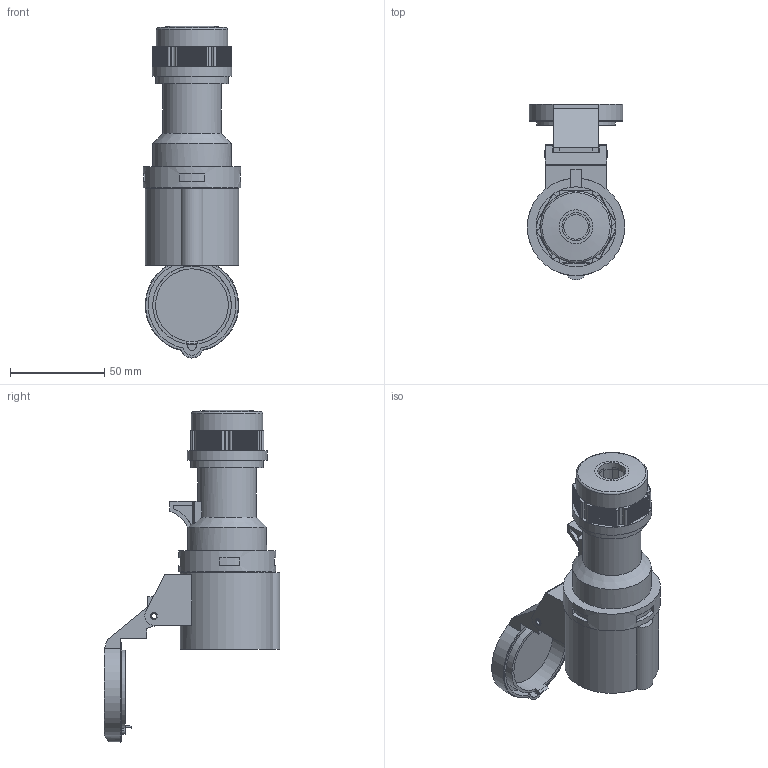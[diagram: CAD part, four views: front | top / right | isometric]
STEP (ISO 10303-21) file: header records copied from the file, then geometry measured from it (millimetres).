
FILE_DESCRIPTION(/* description */ (''),/* implementation_level */ '2;1');
FILE_NAME(/* name */ '三孔小.stp',/* time_stamp */ '2024-04-14T22:30:29+08:00',/* author */ (''),/* organization */ (''),/* preprocessor_version */ 'ST-DEVELOPER v16',/* originating_system */ 'SIEMENS PLM Software NX 10.0',/* authorisation */ '');
FILE_SCHEMA (('AUTOMOTIVE_DESIGN { 1 0 10303 214 3 1 1 1 }'));
Length unit declared in the file: millimetre
Products named in the file (1): 三孔小体
Bounding box: 51.5 x 93.1 x 175.7 mm (x, y, z)
Volume: 151887.8 mm3; surface area: 67688.1 mm2
Topology: 12 solids, 14 shells, 560 faces, 1532 edges, 1019 vertices
Faces by surface type: plane 482, cylinder 68, cone 7, torus 3
Full cylindrical faces by diameter (mm): 2.856 x1, 3.2 x2, 3.8 x2, 6.2 x1, 6.4 x4, 7.9 x1, 8.3 x1, 11.8 x2, 13 x2, 14.85 x1, 31 x1, 32.8 x2, 35.3 x1, 37.9 x1, 38.5 x2, 41.5 x1, 41.7 x1, 42.3 x1, 45.5 x1, 47.5 x1, 48.9 x1, 51.5 x1
Entity records: 17373 total; most frequent: CARTESIAN_POINT 3099, ORIENTED_EDGE 2948, DIRECTION 2751, EDGE_CURVE 1474, LINE 1289, VECTOR 1289, VERTEX_POINT 1005, AXIS2_PLACEMENT_3D 731
